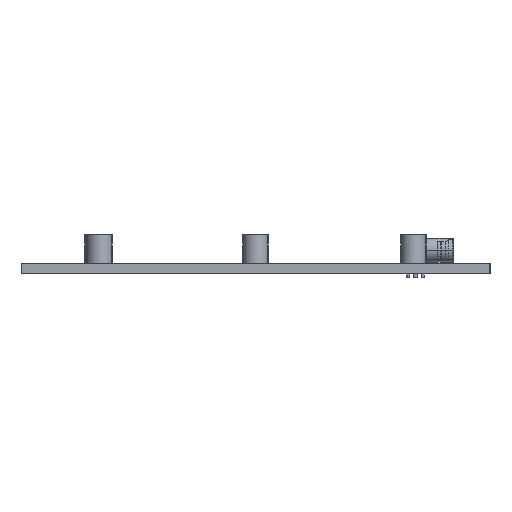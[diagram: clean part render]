
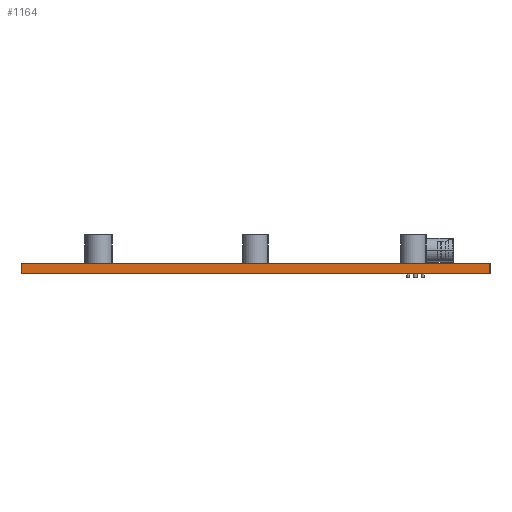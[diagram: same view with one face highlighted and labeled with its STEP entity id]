
A CAD part, left-side view. The second image highlights one B-rep face of the part: STEP entity #1164.
In plain terms, the highlighted planar face has unit normal (-1, 0, 0).
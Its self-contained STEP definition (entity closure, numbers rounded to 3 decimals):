
#116 = EDGE_CURVE('',#117,#119,#121,.T.);
#117 = VERTEX_POINT('',#118);
#118 = CARTESIAN_POINT('',(0.,0.,-1.773));
#119 = VERTEX_POINT('',#120);
#120 = CARTESIAN_POINT('',(0.,0.,0.));
#121 = LINE('',#122,#123);
#122 = CARTESIAN_POINT('',(0.,0.,-1.773));
#123 = VECTOR('',#124,1.);
#124 = DIRECTION('',(0.,0.,1.));
#1139 = VERTEX_POINT('',#1140);
#1140 = CARTESIAN_POINT('',(0.,82.,0.));
#1146 = EDGE_CURVE('',#1147,#1139,#1149,.T.);
#1147 = VERTEX_POINT('',#1148);
#1148 = CARTESIAN_POINT('',(0.,82.,-1.773));
#1149 = LINE('',#1150,#1151);
#1150 = CARTESIAN_POINT('',(0.,82.,-1.773));
#1151 = VECTOR('',#1152,1.);
#1152 = DIRECTION('',(0.,0.,1.));
#1164 = ADVANCED_FACE('',(#1165),#1181,.F.);
#1165 = FACE_BOUND('',#1166,.F.);
#1166 = EDGE_LOOP('',(#1167,#1168,#1174,#1175));
#1167 = ORIENTED_EDGE('',*,*,#1146,.T.);
#1168 = ORIENTED_EDGE('',*,*,#1169,.T.);
#1169 = EDGE_CURVE('',#1139,#119,#1170,.T.);
#1170 = LINE('',#1171,#1172);
#1171 = CARTESIAN_POINT('',(0.,82.,0.));
#1172 = VECTOR('',#1173,1.);
#1173 = DIRECTION('',(0.,-1.,0.));
#1174 = ORIENTED_EDGE('',*,*,#116,.F.);
#1175 = ORIENTED_EDGE('',*,*,#1176,.F.);
#1176 = EDGE_CURVE('',#1147,#117,#1177,.T.);
#1177 = LINE('',#1178,#1179);
#1178 = CARTESIAN_POINT('',(0.,82.,-1.773));
#1179 = VECTOR('',#1180,1.);
#1180 = DIRECTION('',(0.,-1.,0.));
#1181 = PLANE('',#1182);
#1182 = AXIS2_PLACEMENT_3D('',#1183,#1184,#1185);
#1183 = CARTESIAN_POINT('',(0.,82.,-1.773));
#1184 = DIRECTION('',(1.,0.,0.));
#1185 = DIRECTION('',(0.,-1.,0.));
